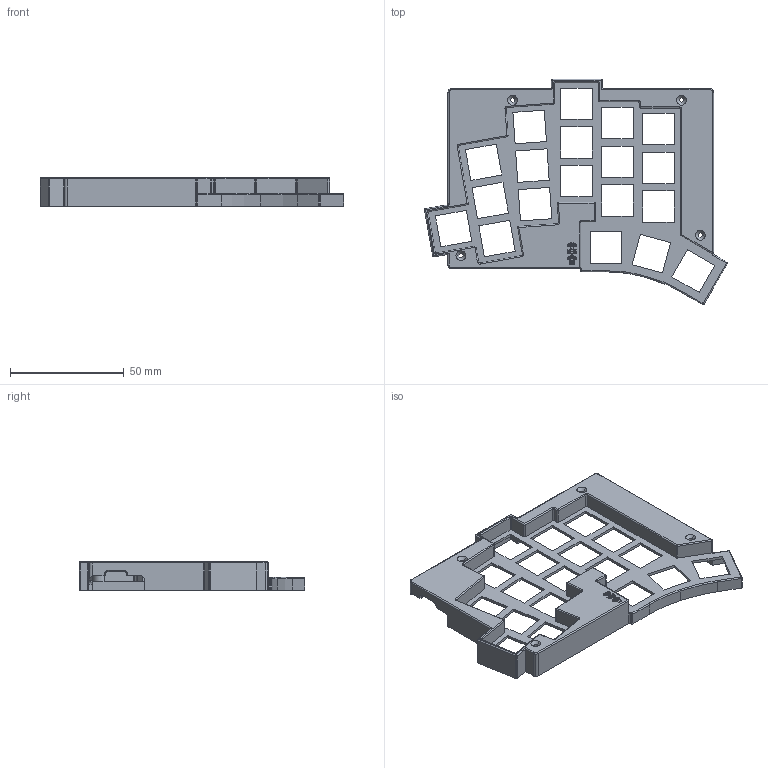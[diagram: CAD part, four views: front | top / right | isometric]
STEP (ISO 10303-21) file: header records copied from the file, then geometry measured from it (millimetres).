
FILE_DESCRIPTION (( 'STEP AP214' ), '1' );
FILE_NAME ('TOTEMcase_v08_6mm_BLE_Top_L_v3.STEP', '2024-11-19T09:59:26', ( '' ), ( '' ), 'SwSTEP 2.0', 'SolidWorks 2024', '' );
FILE_SCHEMA (( 'AUTOMOTIVE_DESIGN' ));
Length unit declared in the file: millimetre
Products named in the file (1): TOTEMcase_v08_6mm_BLE_Top_L_v3
Bounding box: 133.11 x 99.01 x 12.5 mm (x, y, z)
Volume: 18959.7 mm3; surface area: 27451.5 mm2
Topology: 1 solids, 1 shells, 656 faces, 1724 edges, 1099 vertices
Faces by surface type: plane 373, cylinder 141, bspline 83, sphere 23, torus 22, cone 14
Entity records: 20557 total; most frequent: CARTESIAN_POINT 4691, ORIENTED_EDGE 3414, DIRECTION 3010, EDGE_CURVE 1707, VECTOR 1214, LINE 1214, VERTEX_POINT 1095, AXIS2_PLACEMENT_3D 898
